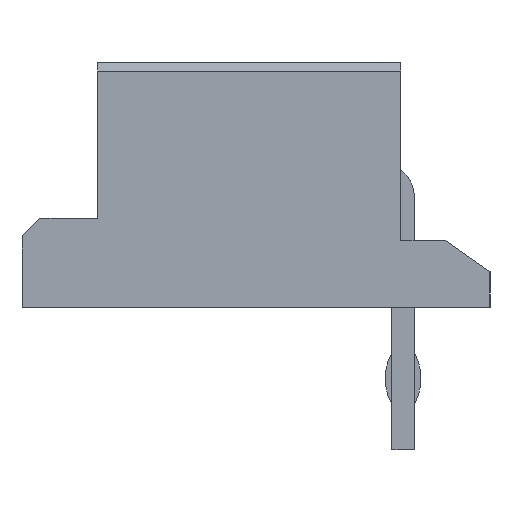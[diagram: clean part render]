
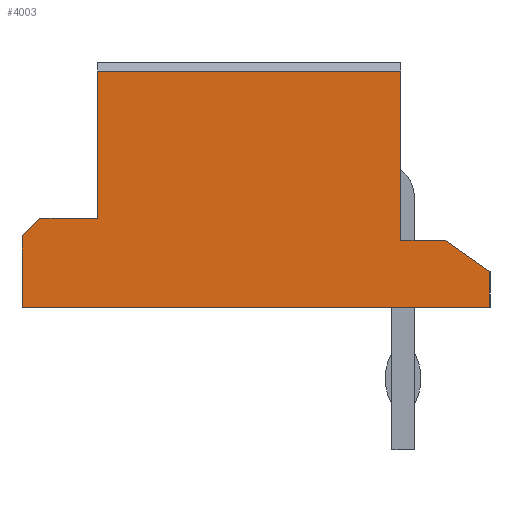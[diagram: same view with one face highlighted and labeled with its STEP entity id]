
A CAD part, left-side view. The second image highlights one B-rep face of the part: STEP entity #4003.
In plain terms, the highlighted planar face has unit normal (-1, 0, 0).
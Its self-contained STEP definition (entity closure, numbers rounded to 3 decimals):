
#1=DIRECTION('',(0.,-1.,0.));
#2=VECTOR('',#1,10.5);
#3=CARTESIAN_POINT('',(-9.15,4.25,-2.75));
#4=LINE('',#3,#2);
#65=DIRECTION('',(0.,-1.,0.));
#66=VECTOR('',#65,1.);
#67=CARTESIAN_POINT('',(-9.15,-4.25,-1.25));
#68=LINE('',#67,#66);
#69=DIRECTION('',(0.,-0.819,-0.573));
#70=VECTOR('',#69,1.221);
#71=CARTESIAN_POINT('',(-9.15,-5.25,-1.25));
#72=LINE('',#71,#70);
#73=DIRECTION('',(0.,0.,-1.));
#74=VECTOR('',#73,0.8);
#75=CARTESIAN_POINT('',(-9.15,-6.25,-1.95));
#76=LINE('',#75,#74);
#77=DIRECTION('',(0.,0.,1.));
#78=VECTOR('',#77,1.6);
#79=CARTESIAN_POINT('',(-9.15,4.25,-2.75));
#80=LINE('',#79,#78);
#81=DIRECTION('',(0.,0.707,-0.707));
#82=VECTOR('',#81,0.566);
#83=CARTESIAN_POINT('',(-9.15,3.85,-0.75));
#84=LINE('',#83,#82);
#85=DIRECTION('',(0.,1.,0.));
#86=VECTOR('',#85,1.3);
#87=CARTESIAN_POINT('',(-9.15,2.55,-0.75));
#88=LINE('',#87,#86);
#89=DIRECTION('',(0.,0.,-1.));
#90=VECTOR('',#89,3.3);
#91=CARTESIAN_POINT('',(-9.15,2.55,2.55));
#92=LINE('',#91,#90);
#93=DIRECTION('',(0.,-1.,0.));
#94=VECTOR('',#93,6.8);
#95=CARTESIAN_POINT('',(-9.15,2.55,2.55));
#96=LINE('',#95,#94);
#233=DIRECTION('',(0.,0.,1.));
#234=VECTOR('',#233,3.8);
#235=CARTESIAN_POINT('',(-9.15,-4.25,-1.25));
#236=LINE('',#235,#234);
#2975=CARTESIAN_POINT('',(-9.15,2.55,-0.75));
#2976=CARTESIAN_POINT('',(-9.15,3.85,-0.75));
#2977=VERTEX_POINT('',#2975);
#2978=VERTEX_POINT('',#2976);
#2983=CARTESIAN_POINT('',(-9.15,4.25,-2.75));
#2984=CARTESIAN_POINT('',(-9.15,4.25,-1.15));
#2985=VERTEX_POINT('',#2983);
#2986=VERTEX_POINT('',#2984);
#3317=CARTESIAN_POINT('',(-9.15,-5.25,-1.25));
#3318=CARTESIAN_POINT('',(-9.15,-6.25,-1.95));
#3319=VERTEX_POINT('',#3317);
#3320=VERTEX_POINT('',#3318);
#3321=CARTESIAN_POINT('',(-9.15,-6.25,-2.75));
#3322=VERTEX_POINT('',#3321);
#3333=CARTESIAN_POINT('',(-9.15,-4.25,-1.25));
#3334=VERTEX_POINT('',#3333);
#3784=CARTESIAN_POINT('',(-9.15,-4.25,2.55));
#3786=VERTEX_POINT('',#3784);
#3787=CARTESIAN_POINT('',(-9.15,2.55,2.55));
#3788=VERTEX_POINT('',#3787);
#3977=CARTESIAN_POINT('',(-9.15,4.25,-2.75));
#3978=DIRECTION('',(-1.,0.,0.));
#3979=DIRECTION('',(0.,-1.,0.));
#3980=AXIS2_PLACEMENT_3D('',#3977,#3978,#3979);
#3981=PLANE('',#3980);
#3983=ORIENTED_EDGE('',*,*,#3982,.F.);
#3985=ORIENTED_EDGE('',*,*,#3984,.T.);
#3987=ORIENTED_EDGE('',*,*,#3986,.T.);
#3989=ORIENTED_EDGE('',*,*,#3988,.T.);
#3990=ORIENTED_EDGE('',*,*,#3938,.F.);
#3992=ORIENTED_EDGE('',*,*,#3991,.T.);
#3994=ORIENTED_EDGE('',*,*,#3993,.F.);
#3996=ORIENTED_EDGE('',*,*,#3995,.F.);
#3998=ORIENTED_EDGE('',*,*,#3997,.F.);
#4000=ORIENTED_EDGE('',*,*,#3999,.T.);
#4001=EDGE_LOOP('',(#3983,#3985,#3987,#3989,#3990,#3992,#3994,#3996,#3998,
#4000));
#4002=FACE_OUTER_BOUND('',#4001,.F.);
#4003=ADVANCED_FACE('',(#4002),#3981,.T.);
#3938=EDGE_CURVE('',#2985,#3322,#4,.T.);
#3982=EDGE_CURVE('',#3334,#3786,#236,.T.);
#3984=EDGE_CURVE('',#3334,#3319,#68,.T.);
#3986=EDGE_CURVE('',#3319,#3320,#72,.T.);
#3988=EDGE_CURVE('',#3320,#3322,#76,.T.);
#3991=EDGE_CURVE('',#2985,#2986,#80,.T.);
#3993=EDGE_CURVE('',#2978,#2986,#84,.T.);
#3995=EDGE_CURVE('',#2977,#2978,#88,.T.);
#3997=EDGE_CURVE('',#3788,#2977,#92,.T.);
#3999=EDGE_CURVE('',#3788,#3786,#96,.T.);
